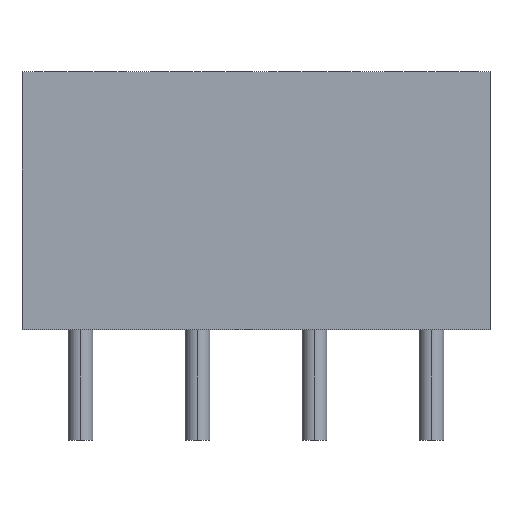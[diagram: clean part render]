
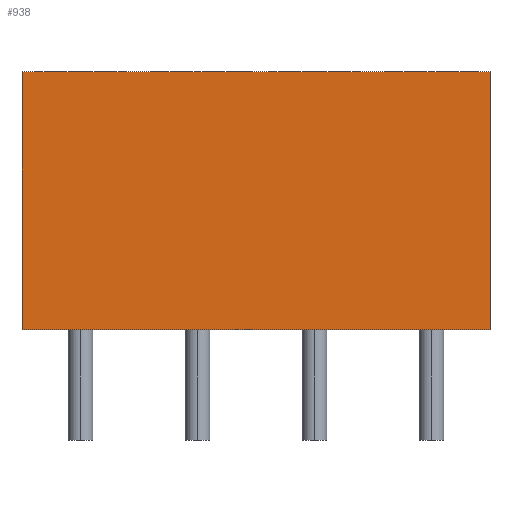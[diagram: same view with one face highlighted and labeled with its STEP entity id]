
A CAD part, top view. The second image highlights one B-rep face of the part: STEP entity #938.
In plain terms, the highlighted planar face has unit normal (0, 0, 1).
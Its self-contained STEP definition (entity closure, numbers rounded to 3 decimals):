
#14 = ORIENTED_EDGE ( 'NONE', *, *, #648, .T. ) ;
#30 = VECTOR ( 'NONE', #1576, 1000. ) ;
#42 = DIRECTION ( 'NONE',  ( 0., -1., 0. ) ) ;
#71 = VERTEX_POINT ( 'NONE', #2014 ) ;
#119 = DIRECTION ( 'NONE',  ( 0., 0., -1. ) ) ;
#228 = ORIENTED_EDGE ( 'NONE', *, *, #931, .F. ) ;
#244 = ORIENTED_EDGE ( 'NONE', *, *, #1904, .T. ) ;
#274 = CARTESIAN_POINT ( 'NONE',  ( 15.24, 4.2, 3.5 ) ) ;
#362 = DIRECTION ( 'NONE',  ( -1., 0., 0. ) ) ;
#369 = VECTOR ( 'NONE', #833, 1000. ) ;
#531 = EDGE_CURVE ( 'NONE', #715, #71, #1258, .T. ) ;
#594 = EDGE_LOOP ( 'NONE', ( #244, #1722, #228, #14 ) ) ;
#642 = VERTEX_POINT ( 'NONE', #2267 ) ;
#648 = EDGE_CURVE ( 'NONE', #1411, #642, #1529, .T. ) ;
#664 = LINE ( 'NONE', #1167, #369 ) ;
#707 = AXIS2_PLACEMENT_3D ( 'NONE', #274, #119, #1885 ) ;
#715 = VERTEX_POINT ( 'NONE', #911 ) ;
#733 = CARTESIAN_POINT ( 'NONE',  ( 15.24, 4.2, 3.5 ) ) ;
#833 = DIRECTION ( 'NONE',  ( 0., -1., 0. ) ) ;
#911 = CARTESIAN_POINT ( 'NONE',  ( 15.24, -4.2, 3.5 ) ) ;
#931 = EDGE_CURVE ( 'NONE', #1411, #715, #664, .T. ) ;
#938 = ADVANCED_FACE ( 'NONE', ( #1014 ), #2101, .F. ) ;
#1014 = FACE_OUTER_BOUND ( 'NONE', #594, .T. ) ;
#1029 = CARTESIAN_POINT ( 'NONE',  ( 15.24, 4.2, 3.5 ) ) ;
#1167 = CARTESIAN_POINT ( 'NONE',  ( 15.24, 4.2, 3.5 ) ) ;
#1258 = LINE ( 'NONE', #2133, #2289 ) ;
#1411 = VERTEX_POINT ( 'NONE', #733 ) ;
#1465 = LINE ( 'NONE', #2169, #1930 ) ;
#1529 = LINE ( 'NONE', #1029, #30 ) ;
#1576 = DIRECTION ( 'NONE',  ( -1., 0., 0. ) ) ;
#1722 = ORIENTED_EDGE ( 'NONE', *, *, #531, .F. ) ;
#1885 = DIRECTION ( 'NONE',  ( 0., 1., 0. ) ) ;
#1904 = EDGE_CURVE ( 'NONE', #642, #71, #1465, .T. ) ;
#1930 = VECTOR ( 'NONE', #42, 1000. ) ;
#2014 = CARTESIAN_POINT ( 'NONE',  ( 0., -4.2, 3.5 ) ) ;
#2101 = PLANE ( 'NONE',  #707 ) ;
#2133 = CARTESIAN_POINT ( 'NONE',  ( 15.24, -4.2, 3.5 ) ) ;
#2169 = CARTESIAN_POINT ( 'NONE',  ( 0., 4.2, 3.5 ) ) ;
#2267 = CARTESIAN_POINT ( 'NONE',  ( 0., 4.2, 3.5 ) ) ;
#2289 = VECTOR ( 'NONE', #362, 1000. ) ;
